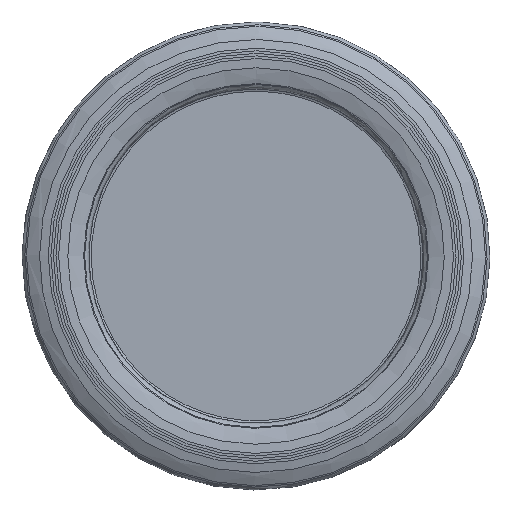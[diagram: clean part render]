
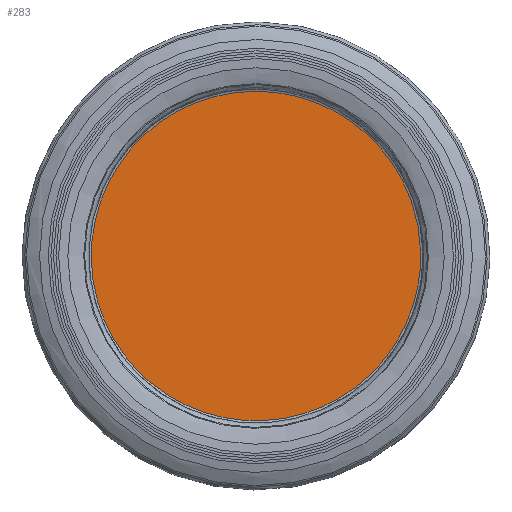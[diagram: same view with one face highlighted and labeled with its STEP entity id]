
A CAD part, front view. The second image highlights one B-rep face of the part: STEP entity #283.
In plain terms, the highlighted planar face has unit normal (0, -1, 0).
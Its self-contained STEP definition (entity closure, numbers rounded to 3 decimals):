
#171=PLANE('',#1207);
#212=FACE_OUTER_BOUND('',#612,.T.);
#283=ADVANCED_FACE('',(#212),#171,.F.);
#344=B_SPLINE_CURVE_WITH_KNOTS('',3,(#2110,#2111,#2112,#2113,#2114,#2115,
#2116,#2117,#2118,#2119,#2120,#2121,#2122,#2123,#2124,#2125,#2126,#2127,
#2128,#2129,#2130,#2131,#2132,#2133,#2134,#2135,#2136,#2137,#2138,#2139,
#2140,#2141),.UNSPECIFIED.,.T.,.F.,(2,2,2,2,2,2,2,2,2,2,2,2,2,2,2,2,2,2),
(-0.125,0.,0.063,0.125,0.188,0.25,0.313,0.375,0.438,0.5,0.563,0.625,
0.688,0.75,0.813,0.875,1.,1.063),.UNSPECIFIED.);
#612=EDGE_LOOP('',(#838));
#838=ORIENTED_EDGE('',*,*,#1042,.T.);
#929=VERTEX_POINT('',#2142);
#1042=EDGE_CURVE('',#929,#929,#344,.T.);
#1207=AXIS2_PLACEMENT_3D('',#2339,#1471,#1472);
#1471=DIRECTION('',(0.,1.,0.));
#1472=DIRECTION('',(0.,0.,1.));
#2110=CARTESIAN_POINT('',(22.485,1.775,-5.384));
#2111=CARTESIAN_POINT('',(22.278,1.775,3.474));
#2112=CARTESIAN_POINT('',(21.629,1.775,6.358));
#2113=CARTESIAN_POINT('',(19.26,1.775,11.718));
#2114=CARTESIAN_POINT('',(17.542,1.775,14.158));
#2115=CARTESIAN_POINT('',(13.322,1.775,18.185));
#2116=CARTESIAN_POINT('',(10.79,1.775,19.792));
#2117=CARTESIAN_POINT('',(5.36,1.775,21.896));
#2118=CARTESIAN_POINT('',(2.405,1.775,22.414));
#2119=CARTESIAN_POINT('',(-3.424,1.775,22.281));
#2120=CARTESIAN_POINT('',(-6.34,1.775,21.634));
#2121=CARTESIAN_POINT('',(-11.699,1.775,19.271));
#2122=CARTESIAN_POINT('',(-14.124,1.775,17.575));
#2123=CARTESIAN_POINT('',(-18.201,1.775,13.308));
#2124=CARTESIAN_POINT('',(-19.784,1.775,10.81));
#2125=CARTESIAN_POINT('',(-21.903,1.775,5.341));
#2126=CARTESIAN_POINT('',(-22.414,1.775,2.403));
#2127=CARTESIAN_POINT('',(-22.28,1.775,-3.43));
#2128=CARTESIAN_POINT('',(-21.627,1.775,-6.356));
#2129=CARTESIAN_POINT('',(-19.277,1.775,-11.684));
#2130=CARTESIAN_POINT('',(-17.555,1.775,-14.141));
#2131=CARTESIAN_POINT('',(-13.342,1.775,-18.17));
#2132=CARTESIAN_POINT('',(-10.822,1.775,-19.776));
#2133=CARTESIAN_POINT('',(-5.366,1.775,-21.896));
#2134=CARTESIAN_POINT('',(-2.448,1.775,-22.413));
#2135=CARTESIAN_POINT('',(3.446,1.775,-22.282));
#2136=CARTESIAN_POINT('',(6.334,1.775,-21.637));
#2137=CARTESIAN_POINT('',(11.704,1.775,-19.269));
#2138=CARTESIAN_POINT('',(14.141,1.775,-17.556));
#2139=CARTESIAN_POINT('',(20.192,1.775,-11.226));
#2140=CARTESIAN_POINT('',(22.485,1.775,-5.384));
#2141=CARTESIAN_POINT('',(22.278,1.775,3.474));
#2142=CARTESIAN_POINT('',(22.347,1.775,0.521));
#2339=CARTESIAN_POINT('',(0.,1.775,0.));
